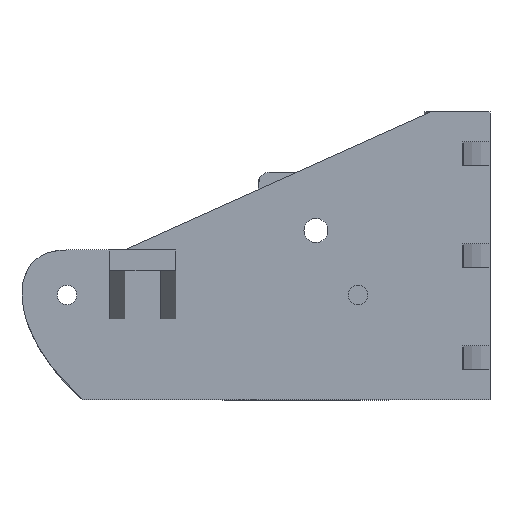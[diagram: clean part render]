
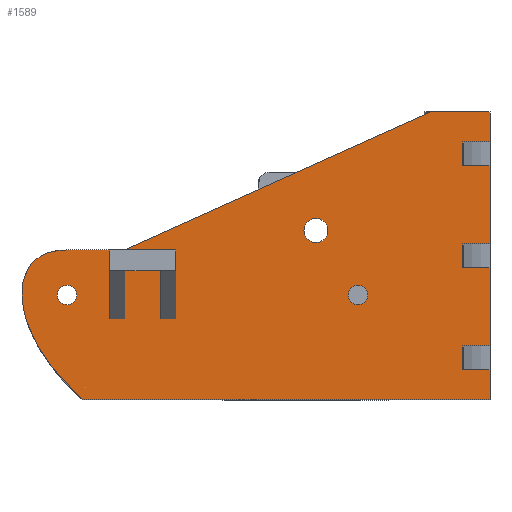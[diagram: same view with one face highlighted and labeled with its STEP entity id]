
A CAD part, front view. The second image highlights one B-rep face of the part: STEP entity #1589.
In plain terms, the highlighted planar face has unit normal (0, -1, 0).
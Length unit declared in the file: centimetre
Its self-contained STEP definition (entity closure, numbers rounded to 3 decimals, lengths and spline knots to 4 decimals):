
#20=(
BOUNDED_CURVE()
B_SPLINE_CURVE(5,(#2279,#2280,#2281,#2282,#2283,#2284,#2285,#2286,#2287,
#2288,#2289),.UNSPECIFIED.,.F.,.F.)
B_SPLINE_CURVE_WITH_KNOTS((6,1,1,1,1,1,6),(-1.,-0.9,-0.8,-0.7,-0.6,-0.5,
-0.4284),.UNSPECIFIED.)
CURVE()
GEOMETRIC_REPRESENTATION_ITEM()
RATIONAL_B_SPLINE_CURVE((1.,1.,1.,1.,1.,1.,1.,1.,1.,1.,1.))
REPRESENTATION_ITEM('')
);
#22=(
BOUNDED_CURVE()
B_SPLINE_CURVE(5,(#2332,#2333,#2334,#2335,#2336,#2337,#2338,#2339,#2340,
#2341),.UNSPECIFIED.,.F.,.F.)
B_SPLINE_CURVE_WITH_KNOTS((6,1,1,1,1,6),(-0.406,-0.4,-0.3,-0.2,
-0.1,0.),.UNSPECIFIED.)
CURVE()
GEOMETRIC_REPRESENTATION_ITEM()
RATIONAL_B_SPLINE_CURVE((1.,1.,1.,1.,1.,1.,1.,1.,1.,1.))
REPRESENTATION_ITEM('')
);
#41=FACE_BOUND('',#291,.T.);
#42=FACE_BOUND('',#292,.T.);
#43=FACE_BOUND('',#293,.T.);
#47=CIRCLE('',#1624,0.2);
#49=CIRCLE('',#1627,0.16);
#51=CIRCLE('',#1630,0.16);
#193=FACE_OUTER_BOUND('',#290,.T.);
#290=EDGE_LOOP('',(#1425,#1426,#1427,#1428,#1429,#1430,#1431,#1432,#1433,
#1434,#1435,#1436,#1437,#1438,#1439,#1440,#1441,#1442,#1443,#1444));
#291=EDGE_LOOP('',(#1445));
#292=EDGE_LOOP('',(#1446));
#293=EDGE_LOOP('',(#1447));
#340=LINE('',#2359,#513);
#344=LINE('',#2366,#517);
#346=LINE('',#2369,#519);
#367=LINE('',#2438,#540);
#397=LINE('',#2510,#570);
#407=LINE('',#2540,#580);
#417=LINE('',#2570,#590);
#426=LINE('',#2593,#599);
#428=LINE('',#2597,#601);
#431=LINE('',#2603,#604);
#433=LINE('',#2607,#606);
#436=LINE('',#2613,#609);
#438=LINE('',#2617,#611);
#456=LINE('',#2651,#629);
#457=LINE('',#2652,#630);
#458=LINE('',#2654,#631);
#464=LINE('',#2663,#637);
#466=LINE('',#2666,#639);
#513=VECTOR('',#1841,1.);
#517=VECTOR('',#1847,1.);
#519=VECTOR('',#1851,1.);
#540=VECTOR('',#1918,1.);
#570=VECTOR('',#1978,1.);
#580=VECTOR('',#2004,1.);
#590=VECTOR('',#2030,1.);
#599=VECTOR('',#2051,1.);
#601=VECTOR('',#2057,1.);
#604=VECTOR('',#2062,1.);
#606=VECTOR('',#2068,1.);
#609=VECTOR('',#2073,1.);
#611=VECTOR('',#2079,1.);
#629=VECTOR('',#2113,1.);
#630=VECTOR('',#2114,1.);
#631=VECTOR('',#2115,1.);
#637=VECTOR('',#2121,1.);
#639=VECTOR('',#2125,1.);
#671=VERTEX_POINT('',#2248);
#673=VERTEX_POINT('',#2253);
#674=VERTEX_POINT('',#2277);
#675=VERTEX_POINT('',#2278);
#679=VERTEX_POINT('',#2308);
#680=VERTEX_POINT('',#2330);
#681=VERTEX_POINT('',#2331);
#684=VERTEX_POINT('',#2357);
#685=VERTEX_POINT('',#2358);
#712=VERTEX_POINT('',#2437);
#738=VERTEX_POINT('',#2507);
#739=VERTEX_POINT('',#2509);
#744=VERTEX_POINT('',#2523);
#750=VERTEX_POINT('',#2537);
#751=VERTEX_POINT('',#2539);
#756=VERTEX_POINT('',#2553);
#762=VERTEX_POINT('',#2567);
#763=VERTEX_POINT('',#2569);
#768=VERTEX_POINT('',#2583);
#771=VERTEX_POINT('',#2591);
#773=VERTEX_POINT('',#2601);
#775=VERTEX_POINT('',#2611);
#784=VERTEX_POINT('',#2653);
#833=EDGE_CURVE('',#671,#671,#47,.T.);
#835=EDGE_CURVE('',#673,#673,#49,.T.);
#836=EDGE_CURVE('',#674,#675,#20,.T.);
#841=EDGE_CURVE('',#679,#679,#51,.T.);
#842=EDGE_CURVE('',#680,#681,#22,.T.);
#846=EDGE_CURVE('',#684,#685,#340,.T.);
#850=EDGE_CURVE('',#681,#684,#344,.T.);
#852=EDGE_CURVE('',#680,#675,#346,.T.);
#885=EDGE_CURVE('',#712,#685,#367,.T.);
#920=EDGE_CURVE('',#738,#739,#397,.T.);
#935=EDGE_CURVE('',#750,#751,#407,.T.);
#950=EDGE_CURVE('',#762,#763,#417,.T.);
#962=EDGE_CURVE('',#771,#744,#426,.T.);
#964=EDGE_CURVE('',#739,#771,#428,.T.);
#967=EDGE_CURVE('',#773,#756,#431,.T.);
#969=EDGE_CURVE('',#751,#773,#433,.T.);
#972=EDGE_CURVE('',#775,#768,#436,.T.);
#974=EDGE_CURVE('',#763,#775,#438,.T.);
#994=EDGE_CURVE('',#744,#750,#456,.T.);
#995=EDGE_CURVE('',#756,#762,#457,.T.);
#996=EDGE_CURVE('',#768,#784,#458,.T.);
#1002=EDGE_CURVE('',#712,#738,#464,.T.);
#1004=EDGE_CURVE('',#674,#784,#466,.T.);
#1425=ORIENTED_EDGE('',*,*,#836,.F.);
#1426=ORIENTED_EDGE('',*,*,#1004,.T.);
#1427=ORIENTED_EDGE('',*,*,#996,.F.);
#1428=ORIENTED_EDGE('',*,*,#972,.F.);
#1429=ORIENTED_EDGE('',*,*,#974,.F.);
#1430=ORIENTED_EDGE('',*,*,#950,.F.);
#1431=ORIENTED_EDGE('',*,*,#995,.F.);
#1432=ORIENTED_EDGE('',*,*,#967,.F.);
#1433=ORIENTED_EDGE('',*,*,#969,.F.);
#1434=ORIENTED_EDGE('',*,*,#935,.F.);
#1435=ORIENTED_EDGE('',*,*,#994,.F.);
#1436=ORIENTED_EDGE('',*,*,#962,.F.);
#1437=ORIENTED_EDGE('',*,*,#964,.F.);
#1438=ORIENTED_EDGE('',*,*,#920,.F.);
#1439=ORIENTED_EDGE('',*,*,#1002,.F.);
#1440=ORIENTED_EDGE('',*,*,#885,.T.);
#1441=ORIENTED_EDGE('',*,*,#846,.F.);
#1442=ORIENTED_EDGE('',*,*,#850,.F.);
#1443=ORIENTED_EDGE('',*,*,#842,.F.);
#1444=ORIENTED_EDGE('',*,*,#852,.T.);
#1445=ORIENTED_EDGE('',*,*,#833,.F.);
#1446=ORIENTED_EDGE('',*,*,#835,.F.);
#1447=ORIENTED_EDGE('',*,*,#841,.F.);
#1507=PLANE('',#1719);
#1589=ADVANCED_FACE('',(#193,#41,#42,#43),#1507,.T.);
#1624=AXIS2_PLACEMENT_3D('',#2249,#1821,#1822);
#1627=AXIS2_PLACEMENT_3D('',#2254,#1827,#1828);
#1630=AXIS2_PLACEMENT_3D('',#2309,#1835,#1836);
#1719=AXIS2_PLACEMENT_3D('',#2675,#2142,#2143);
#1821=DIRECTION('center_axis',(0.,-1.,0.));
#1822=DIRECTION('ref_axis',(-1.,0.,0.));
#1827=DIRECTION('center_axis',(0.,-1.,0.));
#1828=DIRECTION('ref_axis',(-1.,0.,0.));
#1835=DIRECTION('center_axis',(0.,-1.,0.));
#1836=DIRECTION('ref_axis',(-1.,0.,0.));
#1841=DIRECTION('',(0.912,0.,0.41));
#1847=DIRECTION('',(1.,0.,0.));
#1851=DIRECTION('',(0.,0.,-1.));
#1918=DIRECTION('',(-1.,0.,0.));
#1978=DIRECTION('',(-1.,0.,0.));
#2004=DIRECTION('',(-1.,0.,0.));
#2030=DIRECTION('',(-1.,0.,0.));
#2051=DIRECTION('',(1.,0.,0.));
#2057=DIRECTION('',(0.,0.,-1.));
#2062=DIRECTION('',(1.,0.,0.));
#2068=DIRECTION('',(0.,0.,-1.));
#2073=DIRECTION('',(1.,0.,0.));
#2079=DIRECTION('',(0.,0.,-1.));
#2113=DIRECTION('',(0.,0.,-1.));
#2114=DIRECTION('',(0.,0.,-1.));
#2115=DIRECTION('',(0.,0.,-1.));
#2121=DIRECTION('',(0.,0.,-1.));
#2125=DIRECTION('',(1.,0.,0.));
#2142=DIRECTION('center_axis',(0.,-1.,0.));
#2143=DIRECTION('ref_axis',(0.,0.,1.));
#2248=CARTESIAN_POINT('',(-2.701,-2.1,2.825));
#2249=CARTESIAN_POINT('Origin',(-2.901,-2.1,2.825));
#2253=CARTESIAN_POINT('',(-2.04,-2.1,1.75));
#2254=CARTESIAN_POINT('Origin',(-2.2,-2.1,1.75));
#2277=CARTESIAN_POINT('',(-6.8,-2.1,0.));
#2278=CARTESIAN_POINT('',(-7.8,-2.1,1.7309));
#2279=CARTESIAN_POINT('Ctrl Pts',(-6.8,-2.1,0.));
#2280=CARTESIAN_POINT('Ctrl Pts',(-6.8613,-2.1,0.0571));
#2281=CARTESIAN_POINT('Ctrl Pts',(-6.9799,-2.1,0.1722));
#2282=CARTESIAN_POINT('Ctrl Pts',(-7.146,-2.1,0.3474));
#2283=CARTESIAN_POINT('Ctrl Pts',(-7.343,-2.1,0.586));
#2284=CARTESIAN_POINT('Ctrl Pts',(-7.5455,-2.1,0.8924));
#2285=CARTESIAN_POINT('Ctrl Pts',(-7.6894,-2.1,1.1869));
#2286=CARTESIAN_POINT('Ctrl Pts',(-7.7626,-2.1,1.4192));
#2287=CARTESIAN_POINT('Ctrl Pts',(-7.7913,-2.1,1.5859));
#2288=CARTESIAN_POINT('Ctrl Pts',(-7.7988,-2.1,1.6886));
#2289=CARTESIAN_POINT('Ctrl Pts',(-7.8,-2.1,1.7309));
#2308=CARTESIAN_POINT('',(-6.89,-2.1,1.75));
#2309=CARTESIAN_POINT('Origin',(-7.05,-2.1,1.75));
#2330=CARTESIAN_POINT('',(-7.8,-2.1,1.7963));
#2331=CARTESIAN_POINT('',(-7.05,-2.1,2.5));
#2332=CARTESIAN_POINT('Ctrl Pts',(-7.8,-2.1,1.7963));
#2333=CARTESIAN_POINT('Ctrl Pts',(-7.7999,-2.1,1.7998));
#2334=CARTESIAN_POINT('Ctrl Pts',(-7.7979,-2.1,1.8611));
#2335=CARTESIAN_POINT('Ctrl Pts',(-7.7855,-2.1,1.9774));
#2336=CARTESIAN_POINT('Ctrl Pts',(-7.7419,-2.1,2.1394));
#2337=CARTESIAN_POINT('Ctrl Pts',(-7.6312,-2.1,2.3229));
#2338=CARTESIAN_POINT('Ctrl Pts',(-7.4482,-2.1,2.4431));
#2339=CARTESIAN_POINT('Ctrl Pts',(-7.2667,-2.1,2.4897));
#2340=CARTESIAN_POINT('Ctrl Pts',(-7.1256,-2.1,2.5));
#2341=CARTESIAN_POINT('Ctrl Pts',(-7.05,-2.1,2.5));
#2357=CARTESIAN_POINT('',(-6.1,-2.1,2.5));
#2358=CARTESIAN_POINT('',(-0.9859,-2.1,4.8));
#2359=CARTESIAN_POINT('',(-5.2038,-2.1,2.9031));
#2366=CARTESIAN_POINT('',(-5.475,-2.1,2.5));
#2369=CARTESIAN_POINT('',(-7.8,-2.1,2.4));
#2437=CARTESIAN_POINT('',(0.,-2.1,4.8));
#2438=CARTESIAN_POINT('',(-3.9,-2.1,4.8));
#2507=CARTESIAN_POINT('',(0.,-2.1,4.3));
#2509=CARTESIAN_POINT('',(-0.45,-2.1,4.3));
#2510=CARTESIAN_POINT('',(-1.95,-2.1,4.3));
#2523=CARTESIAN_POINT('',(0.,-2.1,3.9));
#2537=CARTESIAN_POINT('',(0.,-2.1,2.6));
#2539=CARTESIAN_POINT('',(-0.45,-2.1,2.6));
#2540=CARTESIAN_POINT('',(-1.95,-2.1,2.6));
#2553=CARTESIAN_POINT('',(0.,-2.1,2.2));
#2567=CARTESIAN_POINT('',(0.,-2.1,0.9));
#2569=CARTESIAN_POINT('',(-0.45,-2.1,0.9));
#2570=CARTESIAN_POINT('',(-1.95,-2.1,0.9));
#2583=CARTESIAN_POINT('',(0.,-2.1,0.5));
#2591=CARTESIAN_POINT('',(-0.45,-2.1,3.9));
#2593=CARTESIAN_POINT('',(-2.175,-2.1,3.9));
#2597=CARTESIAN_POINT('',(-0.45,-2.1,3.35));
#2601=CARTESIAN_POINT('',(-0.45,-2.1,2.2));
#2603=CARTESIAN_POINT('',(-2.175,-2.1,2.2));
#2607=CARTESIAN_POINT('',(-0.45,-2.1,2.5));
#2611=CARTESIAN_POINT('',(-0.45,-2.1,0.5));
#2613=CARTESIAN_POINT('',(-2.175,-2.1,0.5));
#2617=CARTESIAN_POINT('',(-0.45,-2.1,1.65));
#2651=CARTESIAN_POINT('',(0.,-2.1,2.4));
#2652=CARTESIAN_POINT('',(0.,-2.1,2.4));
#2653=CARTESIAN_POINT('',(0.,-2.1,0.));
#2654=CARTESIAN_POINT('',(0.,-2.1,2.4));
#2663=CARTESIAN_POINT('',(0.,-2.1,2.4));
#2666=CARTESIAN_POINT('',(-3.9,-2.1,0.));
#2675=CARTESIAN_POINT('Origin',(-3.9,-2.1,2.4));
